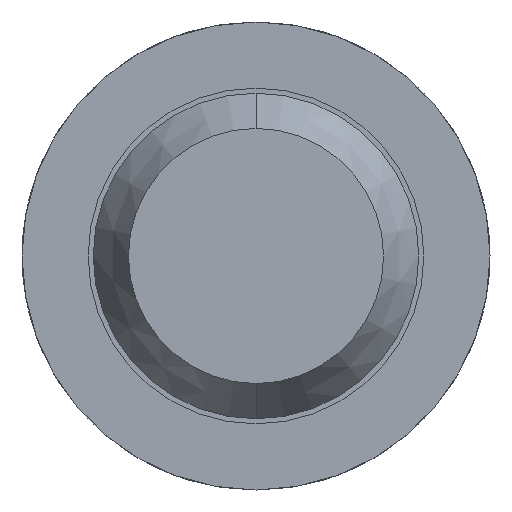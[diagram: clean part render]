
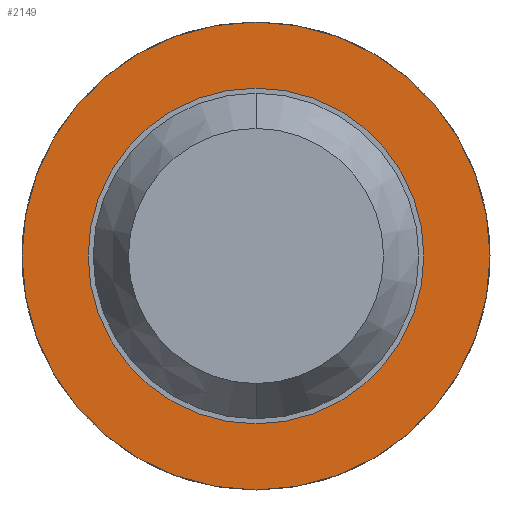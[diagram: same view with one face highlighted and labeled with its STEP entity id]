
A CAD part, front view. The second image highlights one B-rep face of the part: STEP entity #2149.
In plain terms, the highlighted planar face has unit normal (0, -1, 0).
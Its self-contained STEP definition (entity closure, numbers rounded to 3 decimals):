
#32 = DIRECTION ( 'NONE',  ( 0., 0., 1. ) ) ;
#262 = FACE_OUTER_BOUND ( 'NONE', #2939, .T. ) ;
#347 = CARTESIAN_POINT ( 'NONE',  ( 0., -1.7, 0. ) ) ;
#558 = FACE_BOUND ( 'NONE', #3858, .T. ) ;
#564 = CARTESIAN_POINT ( 'NONE',  ( 0., -1.7, 1.15 ) ) ;
#568 = VERTEX_POINT ( 'NONE', #1006 ) ;
#950 = DIRECTION ( 'NONE',  ( 0., 1., 0. ) ) ;
#1006 = CARTESIAN_POINT ( 'NONE',  ( 0., -1.7, 0.825 ) ) ;
#1100 = DIRECTION ( 'NONE',  ( 0., 1., 0. ) ) ;
#1144 = DIRECTION ( 'NONE',  ( 0., 1., 0. ) ) ;
#1406 = DIRECTION ( 'NONE',  ( 0., 0., 1. ) ) ;
#1666 = DIRECTION ( 'NONE',  ( 0., 1., 0. ) ) ;
#1674 = ORIENTED_EDGE ( 'NONE', *, *, #2022, .T. ) ;
#1803 = CIRCLE ( 'NONE', #3691, 0.825 ) ;
#1835 = PLANE ( 'NONE',  #2202 ) ;
#1939 = CIRCLE ( 'NONE', #3220, 0.825 ) ;
#2017 = CARTESIAN_POINT ( 'NONE',  ( 0., -1.7, 0. ) ) ;
#2022 = EDGE_CURVE ( 'Defeature ausgef�hrt2_14+Defeature ausgef�hrt2_13+Defeature ausgef�hrt2_13+Defeature ausgef�hrt2_13', #568, #3587, #1939, .T. ) ;
#2032 = ORIENTED_EDGE ( 'NONE', *, *, #4129, .F. ) ;
#2149 = ADVANCED_FACE ( 'Defeature ausgef�hrt2_14', ( #262, #558 ), #1835, .F. ) ;
#2202 = AXIS2_PLACEMENT_3D ( 'NONE', #2823, #1144, #2422 ) ;
#2209 = EDGE_CURVE ( 'Defeature ausgef�hrt2_14+Defeature ausgef�hrt2_13+Defeature ausgef�hrt2_13+Defeature ausgef�hrt2_13', #3587, #568, #1803, .T. ) ;
#2422 = DIRECTION ( 'NONE',  ( 0., 0., 1. ) ) ;
#2513 = DIRECTION ( 'NONE',  ( 0., 0., 1. ) ) ;
#2621 = AXIS2_PLACEMENT_3D ( 'NONE', #347, #1666, #2513 ) ;
#2628 = CIRCLE ( 'NONE', #3169, 1.15 ) ;
#2680 = DIRECTION ( 'NONE',  ( 0., 0., 1. ) ) ;
#2758 = VERTEX_POINT ( 'NONE', #3444 ) ;
#2823 = CARTESIAN_POINT ( 'NONE',  ( 0.825, -1.7, 0. ) ) ;
#2846 = ORIENTED_EDGE ( 'NONE', *, *, #3764, .F. ) ;
#2913 = CARTESIAN_POINT ( 'NONE',  ( 0., -1.7, 0. ) ) ;
#2939 = EDGE_LOOP ( 'NONE', ( #2846, #2032 ) ) ;
#3141 = ORIENTED_EDGE ( 'NONE', *, *, #2209, .T. ) ;
#3169 = AXIS2_PLACEMENT_3D ( 'NONE', #2017, #3660, #1406 ) ;
#3220 = AXIS2_PLACEMENT_3D ( 'NONE', #3359, #1100, #2680 ) ;
#3359 = CARTESIAN_POINT ( 'NONE',  ( 0., -1.7, 0. ) ) ;
#3444 = CARTESIAN_POINT ( 'NONE',  ( 0., -1.7, -1.15 ) ) ;
#3478 = VERTEX_POINT ( 'NONE', #564 ) ;
#3497 = CIRCLE ( 'NONE', #2621, 1.15 ) ;
#3576 = CARTESIAN_POINT ( 'NONE',  ( 0., -1.7, -0.825 ) ) ;
#3587 = VERTEX_POINT ( 'NONE', #3576 ) ;
#3660 = DIRECTION ( 'NONE',  ( 0., 1., 0. ) ) ;
#3691 = AXIS2_PLACEMENT_3D ( 'NONE', #2913, #950, #32 ) ;
#3764 = EDGE_CURVE ( 'Defeature ausgef�hrt2_10+Defeature ausgef�hrt2_14+Defeature ausgef�hrt2_14+Defeature ausgef�hrt2_14', #3478, #2758, #2628, .T. ) ;
#3858 = EDGE_LOOP ( 'NONE', ( #1674, #3141 ) ) ;
#4129 = EDGE_CURVE ( 'Defeature ausgef�hrt2_10+Defeature ausgef�hrt2_14+Defeature ausgef�hrt2_14+Defeature ausgef�hrt2_14', #2758, #3478, #3497, .T. ) ;
